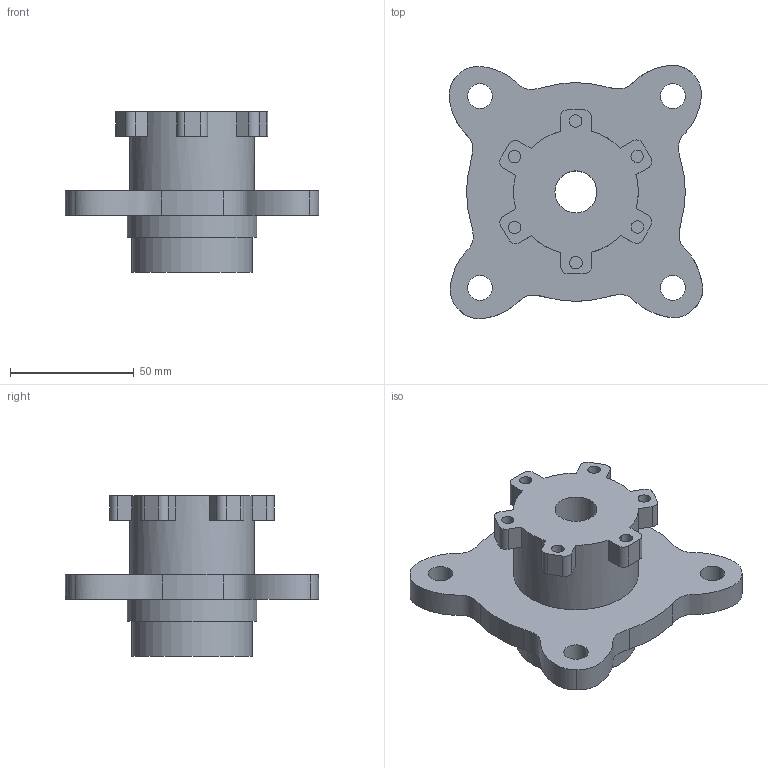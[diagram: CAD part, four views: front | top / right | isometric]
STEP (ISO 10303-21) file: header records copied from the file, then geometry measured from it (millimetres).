
FILE_DESCRIPTION(/* description */ (''),/* implementation_level */ '2;1');
FILE_NAME(/* name */ 'wheel hub v1.step',/* time_stamp */ '2020-12-08T15:31:58-05:00',/* author */ (''),/* organization */ (''),/* preprocessor_version */ 'ST-DEVELOPER v18.1',/* originating_system */ 'Autodesk Translation Framework v9.3.0.1241',/* authorisation */ '');
FILE_SCHEMA (('AUTOMOTIVE_DESIGN { 1 0 10303 214 3 1 1 }'));
Length unit declared in the file: millimetre
Products named in the file (1): wheel hub
Bounding box: 102.47 x 102.39 x 65 mm (x, y, z)
Volume: 181476.3 mm3; surface area: 36221.1 mm2
Topology: 1 solids, 1 shells, 68 faces, 189 edges, 126 vertices
Faces by surface type: cylinder 31, plane 29, bspline 8
Full cylindrical faces by diameter (mm): 5 x5, 10 x4, 17 x1, 48.8 x1, 50.5 x1, 52.5 x1
Entity records: 2980 total; most frequent: CARTESIAN_POINT 1160, ORIENTED_EDGE 378, DIRECTION 369, EDGE_CURVE 189, AXIS2_PLACEMENT_3D 135, VERTEX_POINT 126, LINE 99, VECTOR 99
